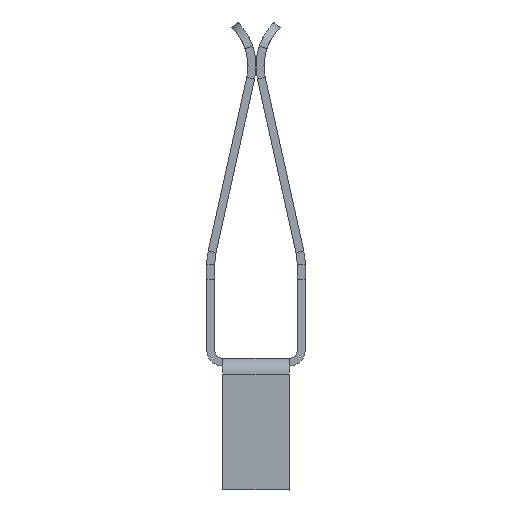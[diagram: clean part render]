
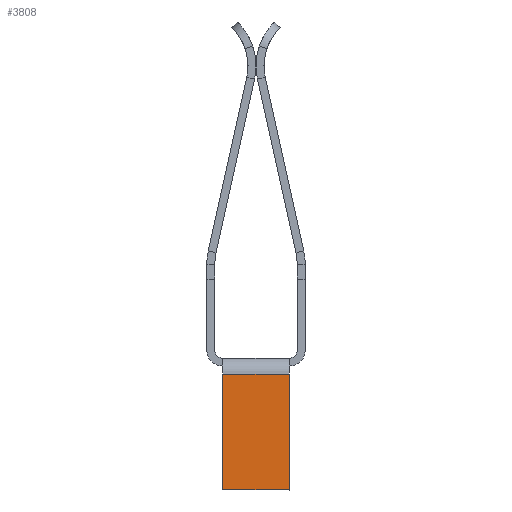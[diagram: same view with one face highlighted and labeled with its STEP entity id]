
A CAD part, left-side view. The second image highlights one B-rep face of the part: STEP entity #3808.
In plain terms, the highlighted planar face has unit normal (-1, 0, 0).
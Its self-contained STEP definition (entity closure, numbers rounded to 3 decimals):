
#352=FACE_OUTER_BOUND('',#586,.T.);
#586=EDGE_LOOP('',(#2839,#2840,#2841,#2842));
#775=LINE('',#5164,#1167);
#791=LINE('',#5205,#1183);
#962=LINE('',#5556,#1354);
#980=LINE('',#5591,#1372);
#1167=VECTOR('',#4282,10.);
#1183=VECTOR('',#4312,10.);
#1354=VECTOR('',#4589,10.);
#1372=VECTOR('',#4629,10.);
#1560=VERTEX_POINT('',#5161);
#1561=VERTEX_POINT('',#5163);
#1578=VERTEX_POINT('',#5202);
#1579=VERTEX_POINT('',#5204);
#1902=EDGE_CURVE('',#1561,#1560,#775,.T.);
#1922=EDGE_CURVE('',#1578,#1579,#791,.F.);
#2105=EDGE_CURVE('',#1578,#1561,#962,.F.);
#2125=EDGE_CURVE('',#1579,#1560,#980,.T.);
#2839=ORIENTED_EDGE('',*,*,#2105,.T.);
#2840=ORIENTED_EDGE('',*,*,#1902,.T.);
#2841=ORIENTED_EDGE('',*,*,#2125,.F.);
#2842=ORIENTED_EDGE('',*,*,#1922,.F.);
#3663=PLANE('',#4090);
#3808=ADVANCED_FACE('',(#352),#3663,.F.);
#4090=AXIS2_PLACEMENT_3D('',#5590,#4627,#4628);
#4282=DIRECTION('',(0.,0.,1.));
#4312=DIRECTION('',(0.,0.,-1.));
#4589=DIRECTION('',(0.,1.,0.));
#4627=DIRECTION('center_axis',(1.,0.,0.));
#4628=DIRECTION('ref_axis',(0.,0.,-1.));
#4629=DIRECTION('',(0.,-1.,0.));
#5161=CARTESIAN_POINT('',(-13.661,-0.625,-0.15));
#5163=CARTESIAN_POINT('',(-13.661,-0.625,-2.331));
#5164=CARTESIAN_POINT('',(-13.661,-0.625,3.106));
#5202=CARTESIAN_POINT('',(-13.661,0.625,-2.331));
#5204=CARTESIAN_POINT('',(-13.661,0.625,-0.15));
#5205=CARTESIAN_POINT('',(-13.661,0.625,3.106));
#5556=CARTESIAN_POINT('',(-13.661,0.288,-2.331));
#5590=CARTESIAN_POINT('Origin',(-13.661,0.251,8.44));
#5591=CARTESIAN_POINT('',(-13.661,0.126,-0.15));
